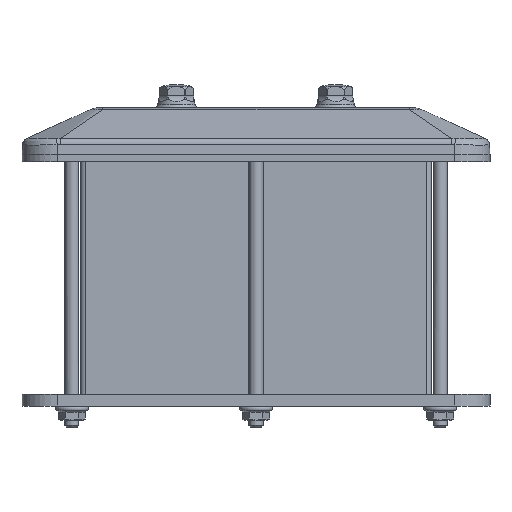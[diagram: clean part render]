
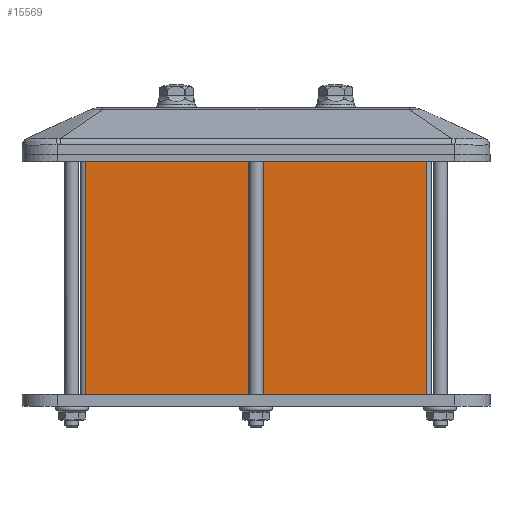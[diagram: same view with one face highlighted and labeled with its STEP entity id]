
A CAD part, front view. The second image highlights one B-rep face of the part: STEP entity #15569.
In plain terms, the highlighted planar face has unit normal (0, -1, 0).
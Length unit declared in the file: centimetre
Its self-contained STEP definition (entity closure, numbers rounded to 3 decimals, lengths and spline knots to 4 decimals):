
#1424=FACE_OUTER_BOUND('',#2419,.T.);
#2419=EDGE_LOOP('',(#11894,#11895,#11896,#11897));
#4022=LINE('',#23722,#5078);
#4162=LINE('',#25481,#5218);
#4172=LINE('',#25506,#5228);
#4173=LINE('',#25508,#5229);
#5078=VECTOR('',#19614,1.);
#5218=VECTOR('',#20602,1.);
#5228=VECTOR('',#20630,1.);
#5229=VECTOR('',#20633,1.);
#6157=VERTEX_POINT('',#23719);
#6158=VERTEX_POINT('',#23721);
#6492=VERTEX_POINT('',#25478);
#6499=VERTEX_POINT('',#25504);
#7867=EDGE_CURVE('',#6157,#6158,#4022,.T.);
#8403=EDGE_CURVE('',#6492,#6157,#4162,.T.);
#8416=EDGE_CURVE('',#6499,#6158,#4172,.T.);
#8417=EDGE_CURVE('',#6499,#6492,#4173,.T.);
#11894=ORIENTED_EDGE('',*,*,#8417,.F.);
#11895=ORIENTED_EDGE('',*,*,#8416,.T.);
#11896=ORIENTED_EDGE('',*,*,#7867,.F.);
#11897=ORIENTED_EDGE('',*,*,#8403,.F.);
#14169=PLANE('',#17139);
#15569=ADVANCED_FACE('',(#1424),#14169,.T.);
#17139=AXIS2_PLACEMENT_3D('',#25507,#20631,#20632);
#19614=DIRECTION('',(-1.,0.,0.));
#20602=DIRECTION('',(0.,0.,-1.));
#20630=DIRECTION('',(0.,0.,-1.));
#20631=DIRECTION('center_axis',(0.,-1.,0.));
#20632=DIRECTION('ref_axis',(-1.,0.,0.));
#20633=DIRECTION('',(1.,0.,0.));
#23719=CARTESIAN_POINT('',(7.29,-12.2812,-11.92));
#23721=CARTESIAN_POINT('',(-7.29,-12.2812,-11.92));
#23722=CARTESIAN_POINT('',(7.29,-12.2812,-11.92));
#25478=CARTESIAN_POINT('',(7.29,-12.2812,-1.92));
#25481=CARTESIAN_POINT('',(7.29,-12.2812,-1.92));
#25504=CARTESIAN_POINT('',(-7.29,-12.2812,-1.92));
#25506=CARTESIAN_POINT('',(-7.29,-12.2812,-1.92));
#25507=CARTESIAN_POINT('Origin',(7.29,-12.2812,-1.92));
#25508=CARTESIAN_POINT('',(3.645,-12.2812,-1.92));
